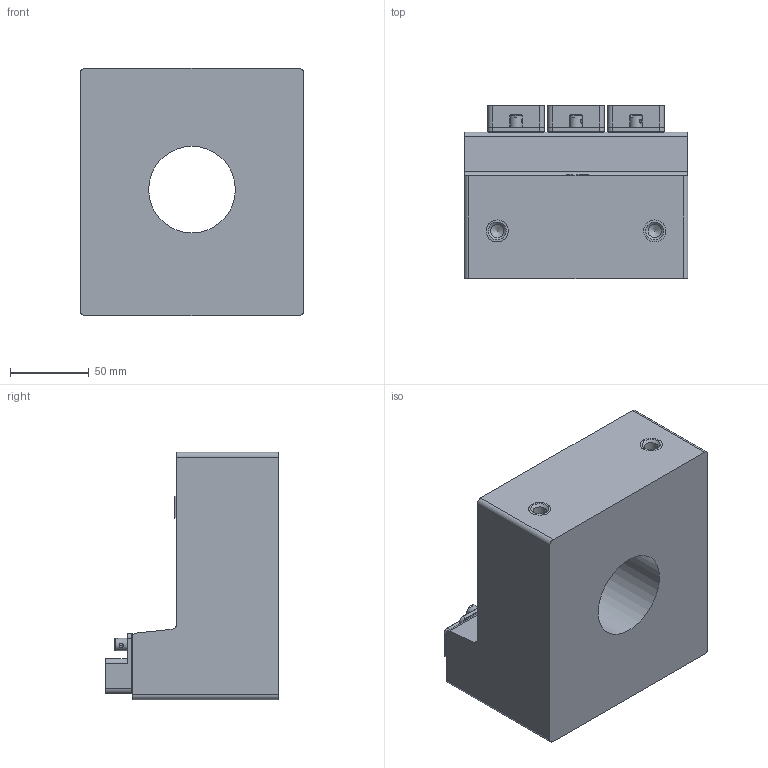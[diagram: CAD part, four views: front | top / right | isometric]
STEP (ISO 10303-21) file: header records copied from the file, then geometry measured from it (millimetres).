
FILE_DESCRIPTION(('STEP AP242'), '1');
FILE_NAME('ﾒﾘ-ﾝﾊ ﾌ7 65', '', ('UNSPECIFIED'), ('UNSPECIFIED'), 'ASCON STEP Converter 1.6', 'ASCON Math Kernel', '');
FILE_SCHEMA(('AP242_MANAGED_MODEL_BASED_3D_ENGINEERING_MIM_LF { 1 0 10303 442 1 1 4 }'));
Length unit declared in the file: millimetre
Products named in the file (11): 鎗鵻罻 楟.8.211.004
Assembly tree (27 placements, depth 3):
  (unnamed)
    (unnamed)
    鎗鵻罻 楟.8.211.004  x6
    (unnamed)  x3
    (unnamed)  x6
      (unnamed)
      (unnamed)
      (unnamed)
    (unnamed)  x3
    (unnamed)  x3
    (unnamed)  x2
Bounding box: 142 x 110 x 157 mm (x, y, z)
Volume: 1487437.8 mm3; surface area: 143559.5 mm2
Topology: 36 solids, 36 shells, 1875 faces, 4853 edges, 3093 vertices
Faces by surface type: cylinder 942, plane 714, torus 138, cone 49, extrusion 20, sphere 6, bspline 6
Full cylindrical faces by diameter (mm): 2 x12, 2.5 x3, 4 x6, 4.134 x3, 4.917 x6, 5 x3, 5.5 x3, 6 x9, 6.4 x6, 6.8 x3, 8 x3, 8.376 x2, 10 x17, 10.2 x1, 11.16 x6, 12 x6, 14 x6, 55 x1
Entity records: 53234 total; most frequent: CARTESIAN_POINT 8814, DIRECTION 7482, ORIENTED_EDGE 6846, EDGE_CURVE 3423, AXIS2_PLACEMENT_3D 2852, VERTEX_POINT 2277, VECTOR 1778, LINE 1758
